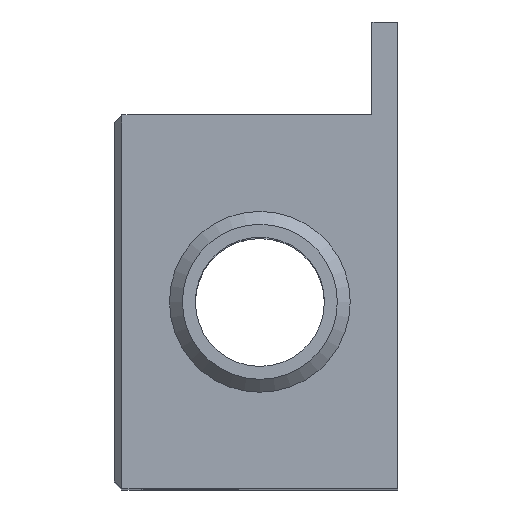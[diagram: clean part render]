
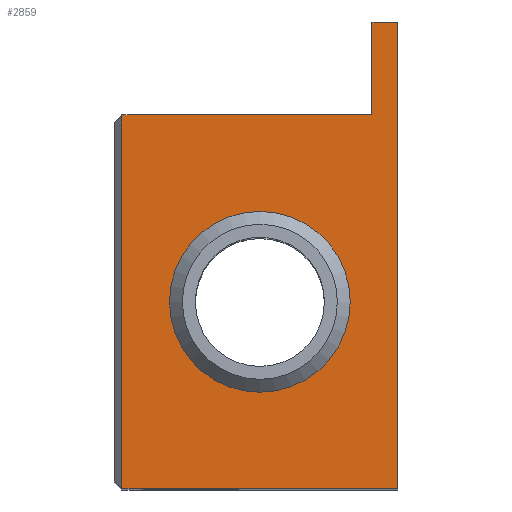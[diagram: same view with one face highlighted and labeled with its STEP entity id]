
A CAD part, top view. The second image highlights one B-rep face of the part: STEP entity #2859.
In plain terms, the highlighted planar face has unit normal (0, 0, 1).
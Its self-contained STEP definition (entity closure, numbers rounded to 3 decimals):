
#23=CIRCLE('',#3022,7.);
#54=FACE_BOUND('',#325,.T.);
#173=FACE_OUTER_BOUND('',#324,.T.);
#324=EDGE_LOOP('',(#2337,#2338,#2339,#2340,#2341,#2342,#2343,#2344,#2345,
#2346));
#325=EDGE_LOOP('',(#2347));
#662=LINE('',#4379,#1042);
#663=LINE('',#4381,#1043);
#664=LINE('',#4383,#1044);
#665=LINE('',#4385,#1045);
#666=LINE('',#4387,#1046);
#667=LINE('',#4389,#1047);
#668=LINE('',#4391,#1048);
#669=LINE('',#4393,#1049);
#670=LINE('',#4395,#1050);
#671=LINE('',#4396,#1051);
#1042=VECTOR('',#3569,10.);
#1043=VECTOR('',#3570,10.);
#1044=VECTOR('',#3571,10.);
#1045=VECTOR('',#3572,10.);
#1046=VECTOR('',#3573,10.);
#1047=VECTOR('',#3574,10.);
#1048=VECTOR('',#3575,10.);
#1049=VECTOR('',#3576,10.);
#1050=VECTOR('',#3577,10.);
#1051=VECTOR('',#3578,10.);
#1333=VERTEX_POINT('',#4371);
#1335=VERTEX_POINT('',#4377);
#1336=VERTEX_POINT('',#4378);
#1337=VERTEX_POINT('',#4380);
#1338=VERTEX_POINT('',#4382);
#1339=VERTEX_POINT('',#4384);
#1340=VERTEX_POINT('',#4386);
#1341=VERTEX_POINT('',#4388);
#1342=VERTEX_POINT('',#4390);
#1343=VERTEX_POINT('',#4392);
#1344=VERTEX_POINT('',#4394);
#1689=EDGE_CURVE('',#1333,#1333,#23,.T.);
#1692=EDGE_CURVE('',#1335,#1336,#662,.T.);
#1693=EDGE_CURVE('',#1337,#1335,#663,.T.);
#1694=EDGE_CURVE('',#1338,#1337,#664,.T.);
#1695=EDGE_CURVE('',#1339,#1338,#665,.T.);
#1696=EDGE_CURVE('',#1340,#1339,#666,.T.);
#1697=EDGE_CURVE('',#1341,#1340,#667,.T.);
#1698=EDGE_CURVE('',#1342,#1341,#668,.T.);
#1699=EDGE_CURVE('',#1343,#1342,#669,.T.);
#1700=EDGE_CURVE('',#1343,#1344,#670,.T.);
#1701=EDGE_CURVE('',#1344,#1336,#671,.T.);
#2337=ORIENTED_EDGE('',*,*,#1692,.F.);
#2338=ORIENTED_EDGE('',*,*,#1693,.F.);
#2339=ORIENTED_EDGE('',*,*,#1694,.F.);
#2340=ORIENTED_EDGE('',*,*,#1695,.F.);
#2341=ORIENTED_EDGE('',*,*,#1696,.F.);
#2342=ORIENTED_EDGE('',*,*,#1697,.F.);
#2343=ORIENTED_EDGE('',*,*,#1698,.F.);
#2344=ORIENTED_EDGE('',*,*,#1699,.F.);
#2345=ORIENTED_EDGE('',*,*,#1700,.T.);
#2346=ORIENTED_EDGE('',*,*,#1701,.T.);
#2347=ORIENTED_EDGE('',*,*,#1689,.F.);
#2724=PLANE('',#3024);
#2859=ADVANCED_FACE('',(#173,#54),#2724,.T.);
#3022=AXIS2_PLACEMENT_3D('',#4372,#3562,#3563);
#3024=AXIS2_PLACEMENT_3D('',#4376,#3567,#3568);
#3562=DIRECTION('center_axis',(0.,0.,1.));
#3563=DIRECTION('ref_axis',(-1.,0.,0.));
#3567=DIRECTION('center_axis',(0.,0.,1.));
#3568=DIRECTION('ref_axis',(0.,-1.,0.));
#3569=DIRECTION('',(0.,1.,0.));
#3570=DIRECTION('',(-1.,0.,0.));
#3571=DIRECTION('',(0.,-1.,0.));
#3572=DIRECTION('',(-1.,0.,0.));
#3573=DIRECTION('',(0.,-1.,0.));
#3574=DIRECTION('',(1.,0.,0.));
#3575=DIRECTION('',(0.,1.,0.));
#3576=DIRECTION('',(1.,0.,0.));
#3577=DIRECTION('',(0.,-1.,0.));
#3578=DIRECTION('',(-1.,0.,0.));
#4371=CARTESIAN_POINT('',(119.323,252.832,-28.));
#4372=CARTESIAN_POINT('Origin',(112.323,252.832,-28.));
#4376=CARTESIAN_POINT('Origin',(102.246,270.5,-28.));
#4377=CARTESIAN_POINT('',(101.646,238.363,-28.));
#4378=CARTESIAN_POINT('',(101.646,267.3,-28.));
#4379=CARTESIAN_POINT('',(101.646,261.666,-28.));
#4380=CARTESIAN_POINT('',(123.,238.363,-28.));
#4381=CARTESIAN_POINT('',(102.246,238.363,-28.));
#4382=CARTESIAN_POINT('',(123.,270.5,-28.));
#4383=CARTESIAN_POINT('',(123.,239.163,-28.));
#4384=CARTESIAN_POINT('',(123.,270.5,-28.));
#4385=CARTESIAN_POINT('',(123.,270.5,-28.));
#4386=CARTESIAN_POINT('',(123.,274.5,-28.));
#4387=CARTESIAN_POINT('',(123.,270.5,-28.));
#4388=CARTESIAN_POINT('',(121.,274.5,-28.));
#4389=CARTESIAN_POINT('',(121.,274.5,-28.));
#4390=CARTESIAN_POINT('',(121.,270.5,-28.));
#4391=CARTESIAN_POINT('',(121.,270.5,-28.));
#4392=CARTESIAN_POINT('',(121.,270.5,-28.));
#4393=CARTESIAN_POINT('',(102.246,270.5,-28.));
#4394=CARTESIAN_POINT('',(121.,267.3,-28.));
#4395=CARTESIAN_POINT('',(121.,269.7,-28.));
#4396=CARTESIAN_POINT('',(102.246,267.3,-28.));
